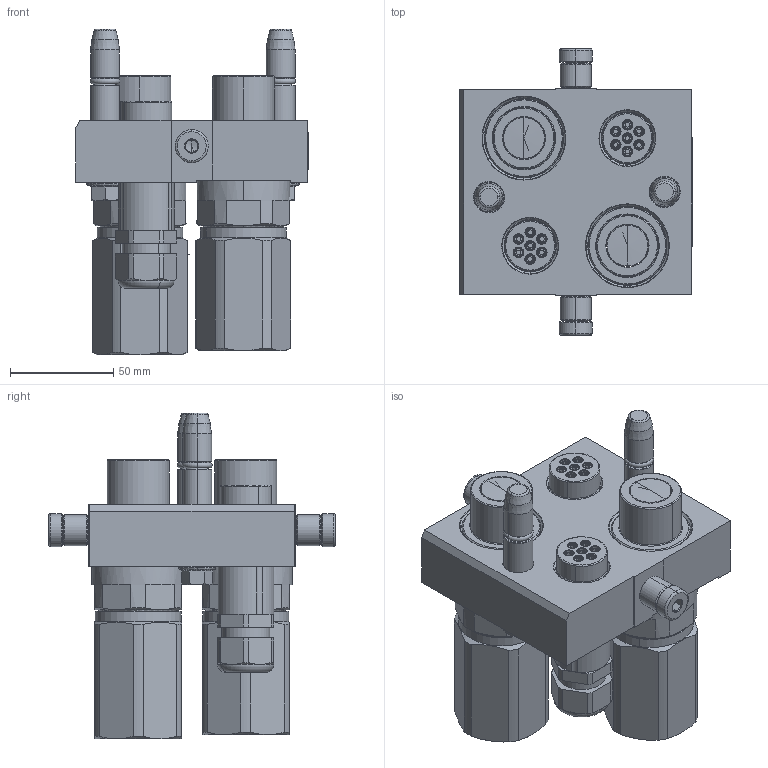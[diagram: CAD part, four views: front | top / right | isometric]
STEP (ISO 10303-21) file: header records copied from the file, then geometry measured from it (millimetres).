
FILE_DESCRIPTION (( 'STEP AP214' ), '1' );
FILE_NAME ('FASTER.step', '2025-02-05T14:10:06', ( '' ), ( '' ), 'SwSTEP 2.0', 'SolidWorks 2017', '' );
FILE_SCHEMA (( 'AUTOMOTIVE_DESIGN' ));
Length unit declared in the file: millimetre
Products named in the file (16): 4830_013_3000_030; 4830_044_0000_000; et002; conn_7p_m; 4830_010_0000_032; 4830_021_0000_000; corspel08-7_m; 3ffnp34_gas_m; 1540_080_0008_000; or2_62x9_19_m; 4830_028_1000_011; 3ffnp34-1gas_m; FASTER; P510_M_BASE
Assembly tree (23 placements, depth 3):
  FASTER
    P510_M_BASE
      4830_010_0000_032
      4830_013_3000_030  x2
      4830_028_1000_011  x2
      4830_021_0000_000  x2
      1540_080_0008_000  x2
      or2_62x9_19_m  x2
    3ffnp34-1gas_m
      3ffnp34-1gas_m
    conn_7p_m  x2
      4830_044_0000_000
      corspel08-7_m
    3ffnp34_gas_m
      3ffnp34_gas_m
    et002
Bounding box: 112.3 x 138.6 x 157.35 mm (x, y, z)
Volume: 2873.9 mm3; surface area: 143753.3 mm2
Topology: 5 solids, 71 shells, 2143 faces, 6036 edges, 3971 vertices
Faces by surface type: plane 1143, cylinder 466, cone 318, torus 152, bspline 52, sphere 12
Entity records: 68242 total; most frequent: CARTESIAN_POINT 18191, ORIENTED_EDGE 8869, DIRECTION 8393, EDGE_CURVE 4849, VERTEX_POINT 3238, LINE 3087, VECTOR 3087, AXIS2_PLACEMENT_3D 2653
